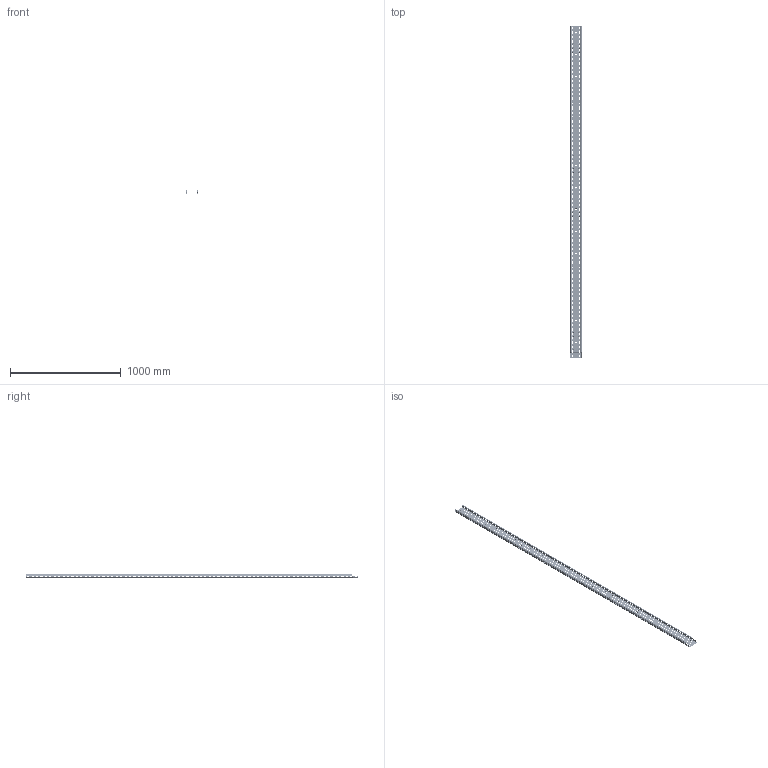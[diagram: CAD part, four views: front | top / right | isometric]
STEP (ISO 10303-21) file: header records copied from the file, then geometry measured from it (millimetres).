
FILE_DESCRIPTION(/* description */ (''),/* implementation_level */ '2;1');
FILE_NAME(/* name */ 'KGR100H30_3.stp',/* time_stamp */ '2020-03-25T07:50:22+01:00',/* author */ ('stanislaw.luczak'),/* organization */ (''),/* preprocessor_version */ 'ST-DEVELOPER v18',/* originating_system */ 'Autodesk Inventor 2020',/* authorisation */ '');
FILE_SCHEMA (('AUTOMOTIVE_DESIGN { 1 0 10303 214 3 1 1 }'));
Products named in the file (1): KGJ100H60_3
Bounding box: 101 x 3000 x 31.16 mm (x, y, z)
Volume: 237897.8 mm3; surface area: 965529 mm2
Topology: 1 solids, 1 shells, 7454 faces, 18357 edges, 11433 vertices
Faces by surface type: plane 3005, cylinder 2519, torus 1268, cone 630, bspline 32
Full cylindrical faces by diameter (mm): 11 x15
Entity records: 222878 total; most frequent: DIRECTION 40927, CARTESIAN_POINT 38872, ORIENTED_EDGE 36714, EDGE_CURVE 18357, AXIS2_PLACEMENT_3D 15190, VERTEX_POINT 11433, LINE 10547, VECTOR 10547
